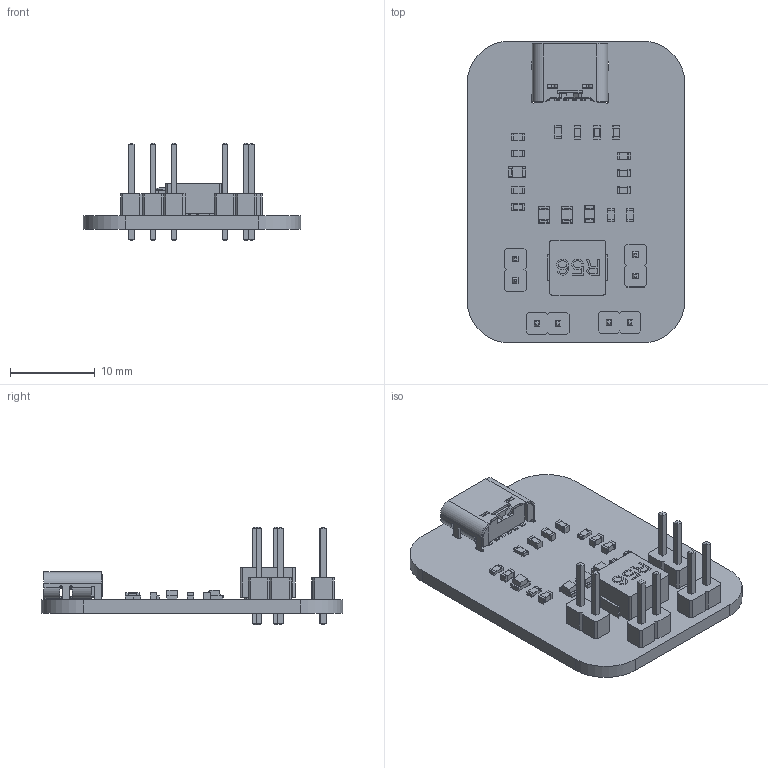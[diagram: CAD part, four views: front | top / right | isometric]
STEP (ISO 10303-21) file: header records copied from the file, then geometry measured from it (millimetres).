
FILE_DESCRIPTION(('KiCad electronic assembly'),'2;1');
FILE_NAME('BATTERY_MANAGEMENT_CIRCUIT.step','2024-08-04T01:07:28',( 'Pcbnew'),('Kicad'),'Open CASCADE STEP processor 7.8', 'KiCad to STEP converter','Unknown');
FILE_SCHEMA(('AUTOMOTIVE_DESIGN { 1 0 10303 214 1 1 1 1 }'));
Length unit declared in the file: millimetre
Products named in the file (14): BATTERY_MANAGEMENT_CIRCUIT 1; LED_0805_2012Metric; R_0603_1608Metric; PinHeader_1x02_P2.54mm_Vertical; PinHeader_1x02_P254mm_Vertical; C_0603_1608Metric; SRP6540-1R0M; srp6540-1r0m; UJC-HP-3-SMT-TR; _autosave-BATTERY_MANAGEMENT_CIRCUIT_PCB
Assembly tree (30 placements, depth 3):
  BATTERY_MANAGEMENT_CIRCUIT 1
    LED_0805_2012Metric  x4
      LED_0805_2012Metric
    R_0603_1608Metric  x6
      R_0603_1608Metric
    PinHeader_1x02_P2.54mm_Vertical  x4
      PinHeader_1x02_P254mm_Vertical
    C_0603_1608Metric  x7
      C_0603_1608Metric
    SRP6540-1R0M
      srp6540-1r0m
    UJC-HP-3-SMT-TR
      UJC-HP-3-SMT-TR
    _autosave-BATTERY_MANAGEMENT_CIRCUIT_PCB
Bounding box: 25.78 x 35.69 x 11.54 mm (x, y, z)
Volume: 1851.8 mm3; surface area: 3208.7 mm2
Topology: 37 solids, 37 shells, 1447 faces, 3771 edges, 2438 vertices
Faces by surface type: plane 1111, cylinder 318, torus 12, cone 6
Full cylindrical faces by diameter (mm): 1 x8
Entity records: 27295 total; most frequent: CARTESIAN_POINT 4651, ORIENTED_EDGE 4468, DIRECTION 4319, EDGE_CURVE 2234, LINE 1831, VECTOR 1831, VERTEX_POINT 1444, AXIS2_PLACEMENT_3D 1244
